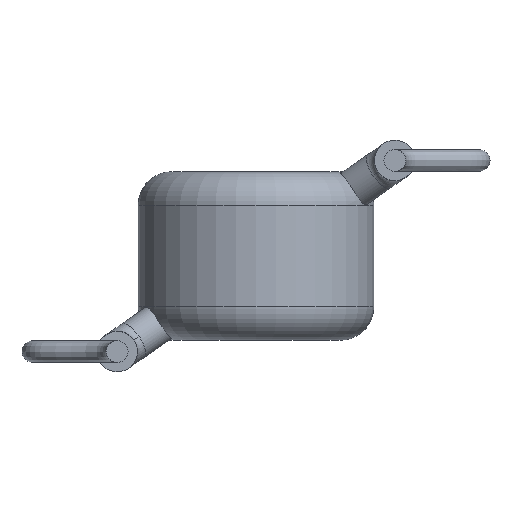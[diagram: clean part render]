
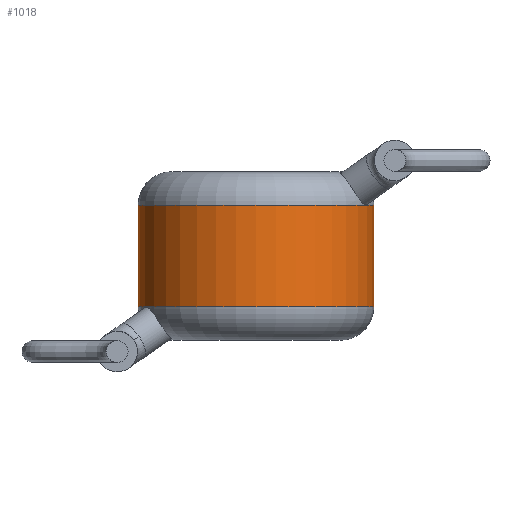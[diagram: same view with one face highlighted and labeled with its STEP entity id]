
A CAD part, front view. The second image highlights one B-rep face of the part: STEP entity #1018.
In plain terms, the highlighted cylindrical face has radius 3.5 mm (diameter 7 mm), a partial arc.
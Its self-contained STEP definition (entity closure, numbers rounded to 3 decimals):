
#210 = CARTESIAN_POINT ( 'NONE',  ( 0., 0., 4. ) ) ;
#380 = CIRCLE ( 'NONE', #1475, 3.5 ) ;
#404 = FACE_OUTER_BOUND ( 'NONE', #2058, .T. ) ;
#504 = DIRECTION ( 'NONE',  ( 1., 0., 0. ) ) ;
#548 = CARTESIAN_POINT ( 'NONE',  ( 3.5, 0., 5. ) ) ;
#549 = CARTESIAN_POINT ( 'NONE',  ( 3.5, 0., 1. ) ) ;
#610 = ORIENTED_EDGE ( 'NONE', *, *, #3326, .T. ) ;
#628 = DIRECTION ( 'NONE',  ( -1., 0., 0. ) ) ;
#1018 = ADVANCED_FACE ( 'NONE', ( #404 ), #4100, .T. ) ;
#1102 = EDGE_CURVE ( 'NONE', #3964, #4086, #2080, .T. ) ;
#1135 = DIRECTION ( 'NONE',  ( 0., 0., 1. ) ) ;
#1226 = AXIS2_PLACEMENT_3D ( 'NONE', #210, #3550, #3562 ) ;
#1336 = VERTEX_POINT ( 'NONE', #549 ) ;
#1475 = AXIS2_PLACEMENT_3D ( 'NONE', #2514, #1135, #504 ) ;
#1555 = DIRECTION ( 'NONE',  ( 0., 0., -1. ) ) ;
#1827 = ORIENTED_EDGE ( 'NONE', *, *, #1102, .T. ) ;
#2058 = EDGE_LOOP ( 'NONE', ( #4136, #2434, #1827, #610 ) ) ;
#2072 = EDGE_CURVE ( 'NONE', #3032, #3964, #3203, .T. ) ;
#2080 = LINE ( 'NONE', #4074, #2880 ) ;
#2182 = AXIS2_PLACEMENT_3D ( 'NONE', #3712, #2641, #628 ) ;
#2434 = ORIENTED_EDGE ( 'NONE', *, *, #2072, .T. ) ;
#2514 = CARTESIAN_POINT ( 'NONE',  ( 0., 0., 1. ) ) ;
#2528 = VECTOR ( 'NONE', #1555, 1000. ) ;
#2641 = DIRECTION ( 'NONE',  ( 0., 0., -1. ) ) ;
#2664 = DIRECTION ( 'NONE',  ( 0., 0., -1. ) ) ;
#2880 = VECTOR ( 'NONE', #2664, 1000. ) ;
#3032 = VERTEX_POINT ( 'NONE', #3123 ) ;
#3123 = CARTESIAN_POINT ( 'NONE',  ( 3.5, 0., 4. ) ) ;
#3203 = CIRCLE ( 'NONE', #1226, 3.5 ) ;
#3326 = EDGE_CURVE ( 'NONE', #4086, #1336, #380, .T. ) ;
#3415 = CARTESIAN_POINT ( 'NONE',  ( -3.5, 0., 1. ) ) ;
#3550 = DIRECTION ( 'NONE',  ( 0., 0., -1. ) ) ;
#3562 = DIRECTION ( 'NONE',  ( 1., 0., 0. ) ) ;
#3712 = CARTESIAN_POINT ( 'NONE',  ( 0., 0., 5. ) ) ;
#3964 = VERTEX_POINT ( 'NONE', #4161 ) ;
#4074 = CARTESIAN_POINT ( 'NONE',  ( -3.5, 0., 5. ) ) ;
#4086 = VERTEX_POINT ( 'NONE', #3415 ) ;
#4100 = CYLINDRICAL_SURFACE ( 'NONE', #2182, 3.5 ) ;
#4136 = ORIENTED_EDGE ( 'NONE', *, *, #4361, .F. ) ;
#4161 = CARTESIAN_POINT ( 'NONE',  ( -3.5, 0., 4. ) ) ;
#4361 = EDGE_CURVE ( 'NONE', #3032, #1336, #4401, .T. ) ;
#4401 = LINE ( 'NONE', #548, #2528 ) ;
